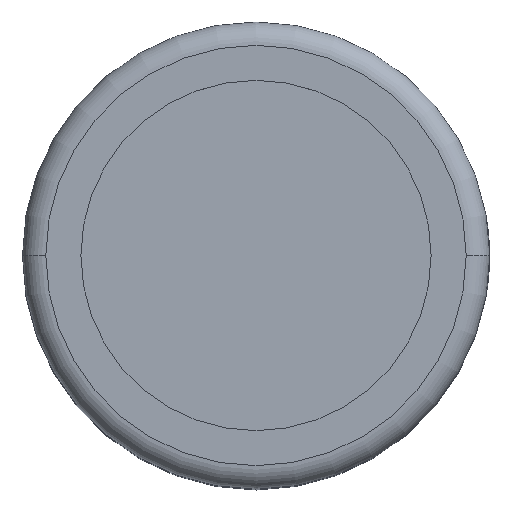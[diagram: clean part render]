
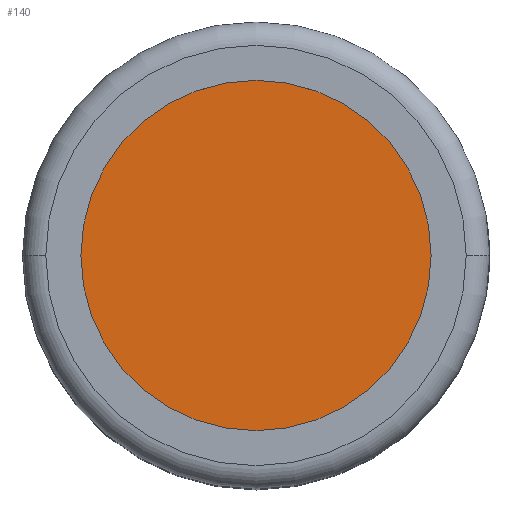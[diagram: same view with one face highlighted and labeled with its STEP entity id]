
A CAD part, top view. The second image highlights one B-rep face of the part: STEP entity #140.
In plain terms, the highlighted planar face has unit normal (0, 0, 1).
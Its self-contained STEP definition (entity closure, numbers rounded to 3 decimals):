
#72=CARTESIAN_POINT('',(6.0,0.0,19.8));
#73=VERTEX_POINT('',#72);
#89=CARTESIAN_POINT('',(-6.0,0.,19.8));
#90=VERTEX_POINT('',#89);
#97=CARTESIAN_POINT('',(0.0,0.0,19.8));
#98=DIRECTION('',(0.0,0.0,-1.0));
#99=DIRECTION('',(1.0,0.0,0.0));
#100=AXIS2_PLACEMENT_3D('',#97,#98,#99);
#101=CIRCLE('',#100,6.0);
#102=EDGE_CURVE('',#90,#73,#101,.T.);
#113=CARTESIAN_POINT('',(0.0,0.0,19.8));
#114=DIRECTION('',(0.0,0.0,-1.0));
#115=DIRECTION('',(1.0,0.0,0.0));
#116=AXIS2_PLACEMENT_3D('',#113,#114,#115);
#117=CIRCLE('',#116,6.0);
#118=EDGE_CURVE('',#73,#90,#117,.T.);
#131=CARTESIAN_POINT('',(0.0,0.0,19.8));
#132=DIRECTION('',(0.0,0.0,1.0));
#133=DIRECTION('',(1.0,0.0,0.0));
#134=AXIS2_PLACEMENT_3D('',#131,#132,#133);
#135=PLANE('',#134);
#136=ORIENTED_EDGE('',*,*,#118,.F.);
#137=ORIENTED_EDGE('',*,*,#102,.F.);
#138=EDGE_LOOP('',(#136,#137));
#139=FACE_OUTER_BOUND('',#138,.T.);
#140=ADVANCED_FACE('',(#139),#135,.T.);
